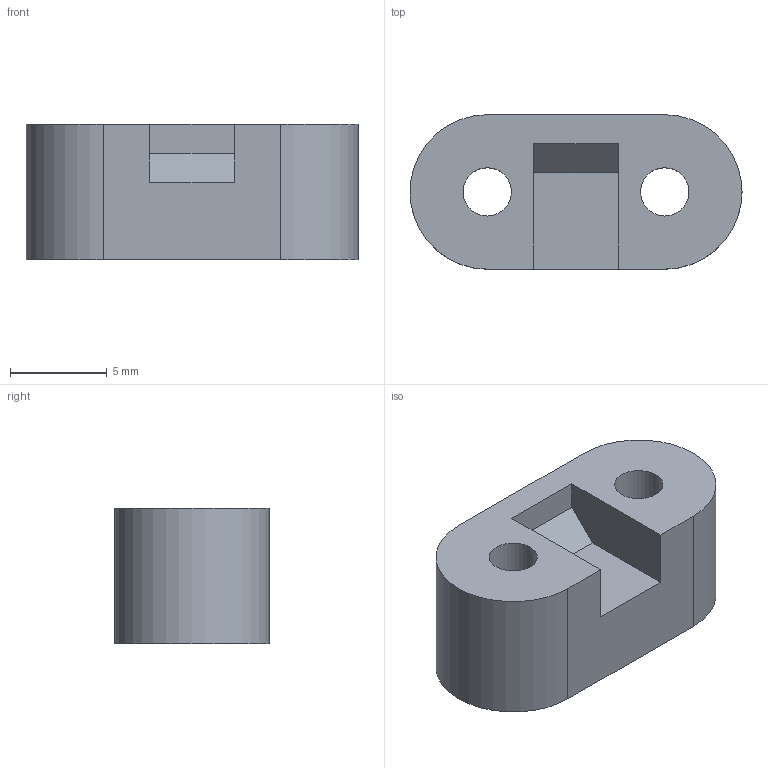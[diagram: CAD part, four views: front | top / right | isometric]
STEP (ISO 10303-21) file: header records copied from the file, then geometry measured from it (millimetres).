
FILE_DESCRIPTION(/* description */ (''),/* implementation_level */ '2;1');
FILE_NAME(/* name */ '2040 hall clamp.stp',/* time_stamp */ '2020-09-01T18:54:21+01:00',/* author */ ('isaac879'),/* organization */ (''),/* preprocessor_version */ 'ST-DEVELOPER v18',/* originating_system */ 'Autodesk Inventor 2020',/* authorisation */ '');
FILE_SCHEMA (('AUTOMOTIVE_DESIGN { 1 0 10303 214 3 1 1 }'));
Length unit declared in the file: millimetre
Products named in the file (1): 2040 hall clamp
Bounding box: 17.2 x 8 x 7 mm (x, y, z)
Volume: 601.9 mm3; surface area: 714.3 mm2
Topology: 1 solids, 1 shells, 21 faces, 52 edges, 35 vertices
Faces by surface type: plane 11, cylinder 6, cone 4
Full cylindrical faces by diameter (mm): 2.5 x2, 5 x2
Entity records: 684 total; most frequent: DIRECTION 117, CARTESIAN_POINT 109, ORIENTED_EDGE 104, EDGE_CURVE 52, AXIS2_PLACEMENT_3D 43, VERTEX_POINT 35, LINE 31, VECTOR 31
